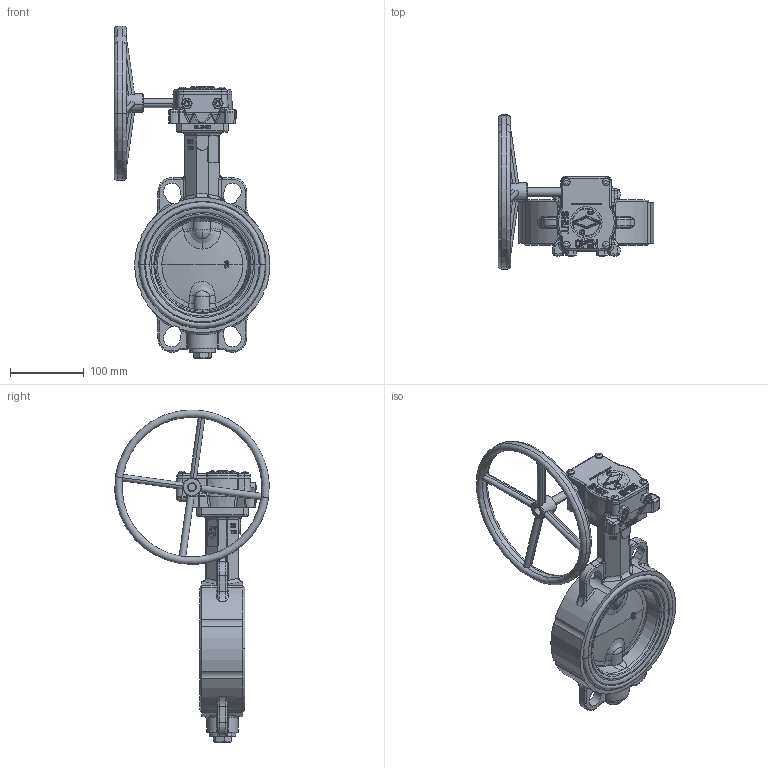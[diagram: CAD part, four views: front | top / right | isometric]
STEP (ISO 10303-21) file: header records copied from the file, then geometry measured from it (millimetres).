
FILE_DESCRIPTION (( 'STEP AP203' ), '1' );
FILE_NAME ('AK01_DN125_Getriebe.STEP', '2022-10-06T09:38:21', ( '' ), ( '' ), 'SwSTEP 2.0', 'SolidWorks 2021', '' );
FILE_SCHEMA (( 'CONFIG_CONTROL_DESIGN' ));
Length unit declared in the file: metre
Products named in the file (5): AK01_DN125_Getriebe; AK01_DN125-200_Getriebe; AK01_DN125-200_Getriebe - Handrad; AK01_DN125_OH; AK01_DN125-200_Getriebe mit Handrad
Assembly tree (4 placements, depth 3):
  AK01_DN125_Getriebe
    AK01_DN125-200_Getriebe mit Handrad
      AK01_DN125-200_Getriebe
      AK01_DN125-200_Getriebe - Handrad
    AK01_DN125_OH
Bounding box: 211.99 x 209.85 x 451.42 mm (x, y, z)
Volume: 1615177.3 mm3; surface area: 276745.4 mm2
Topology: 3 solids, 23 shells, 2249 faces, 5708 edges, 3533 vertices
Faces by surface type: plane 639, cylinder 500, bspline 474, cone 287, torus 266, sphere 83
Entity records: 109427 total; most frequent: CARTESIAN_POINT 59106, ORIENTED_EDGE 11298, DIRECTION 9208, EDGE_CURVE 5649, AXIS2_PLACEMENT_3D 3566, VERTEX_POINT 3532, EDGE_LOOP 2391, ADVANCED_FACE 2249
